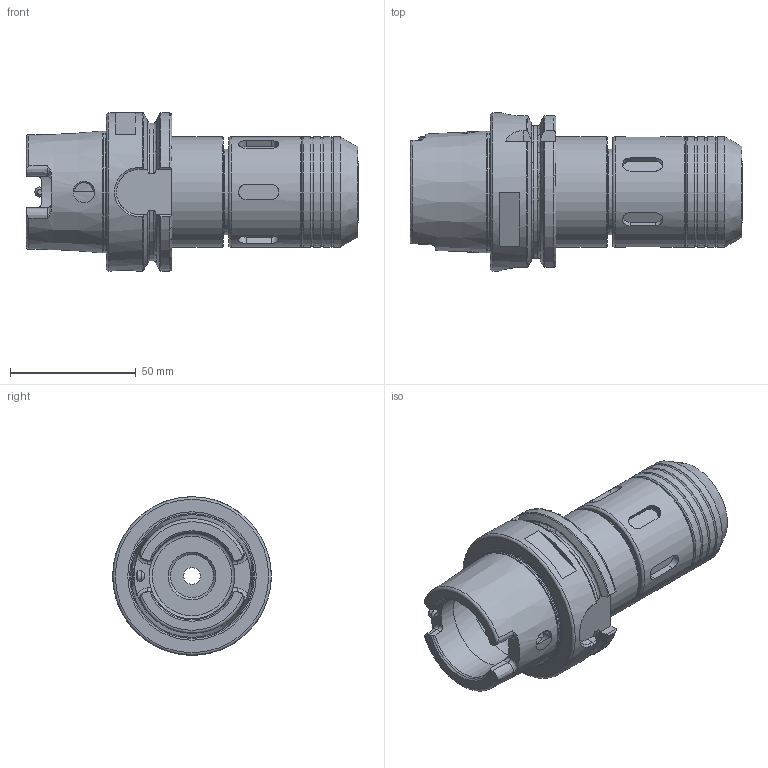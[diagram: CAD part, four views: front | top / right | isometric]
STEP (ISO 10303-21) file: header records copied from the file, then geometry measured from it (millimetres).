
FILE_DESCRIPTION(/* description */ (''),/* implementation_level */ '2;1');
FILE_NAME(/* name */ 'HSK063A-BC075-0394.stp',/* time_stamp */ '2019-07-11T14:16:23-05:00',/* author */ ('ldfli'),/* organization */ (''),/* preprocessor_version */ 'ST-DEVELOPER v18',/* originating_system */ 'Autodesk Inventor LT',/* authorisation */ '');
FILE_SCHEMA (('AUTOMOTIVE_DESIGN { 1 0 10303 214 3 1 1 }','AP242_MANAGED_MODEL_BASED_3D_ENGINEERING_MIM_LF { 1 0 10303 442 1 1 4 }'));
Length unit declared in the file: millimetre
Products named in the file (1): HSK063A-BC075-0394
Bounding box: 132 x 63 x 63 mm (x, y, z)
Volume: 171161.4 mm3; surface area: 51819.3 mm2
Topology: 4 solids, 4 shells, 253 faces, 746 edges, 522 vertices
Faces by surface type: plane 97, cylinder 66, torus 43, cone 34, bspline 13
Full cylindrical faces by diameter (mm): 3.242 x1, 4 x1, 6.647 x1, 7.5 x2, 10 x1, 14 x1, 17 x1, 19 x1, 20.054 x1, 32.531 x1, 33.903 x1, 34 x2, 34.322 x1, 35 x2, 35.2 x2, 38.8 x1, 40 x1, 42 x1, 44 x6, 48.241 x1, 63 x1
Entity records: 10466 total; most frequent: CARTESIAN_POINT 3610, ORIENTED_EDGE 1496, DIRECTION 1420, EDGE_CURVE 748, AXIS2_PLACEMENT_3D 601, VERTEX_POINT 524, CIRCLE 361, EDGE_LOOP 284
